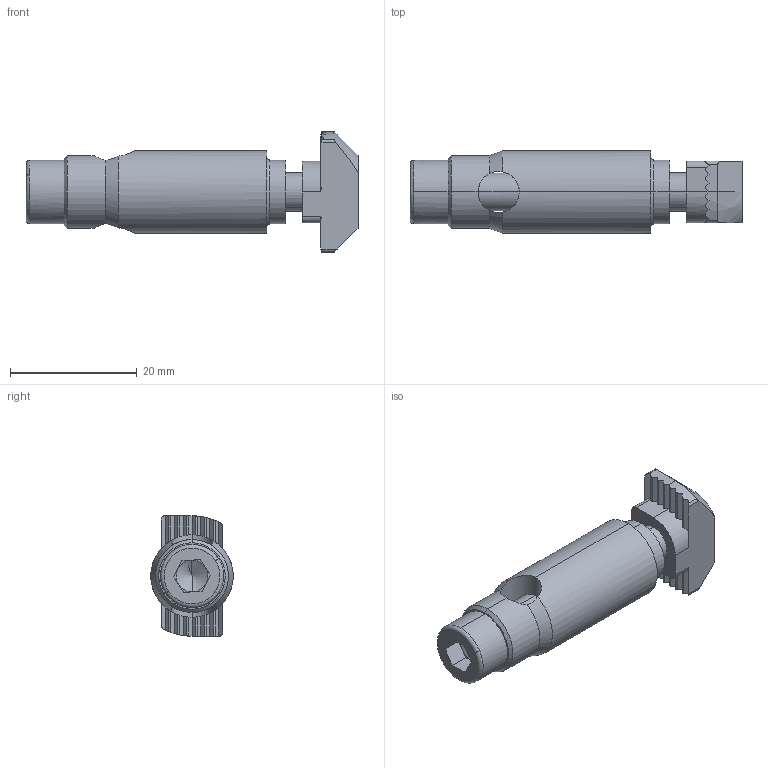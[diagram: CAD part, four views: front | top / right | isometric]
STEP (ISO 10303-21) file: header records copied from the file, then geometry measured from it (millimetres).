
FILE_DESCRIPTION((''),'2;1');
FILE_NAME('11174_SPOJNI_SET_SAMOREZ_U10','2022-09-16T14:35:29',('PredragRovcanin'),('Audax d.o.o.'),'CREO PARAMETRIC BY PTC INC, 2020281','CREO PARAMETRIC BY PTC INC, 2020281','');
FILE_SCHEMA(('AUTOMOTIVE_DESIGN { 1 0 10303 214 1 1 1 1 }'));
Length unit declared in the file: millimetre
Products named in the file (1): 11174_SPOJNI_SET_SAMOREZ_U10
Bounding box: 52.42 x 13 x 19 mm (x, y, z)
Volume: 5538.7 mm3; surface area: 3347.7 mm2
Topology: 1 solids, 1 shells, 137 faces, 359 edges, 227 vertices
Faces by surface type: plane 81, cylinder 40, cone 10, torus 6
Entity records: 7614 total; most frequent: CARTESIAN_POINT 1076, ORIENTED_EDGE 712, DIRECTION 641, PRESENTATION_STYLE_ASSIGNMENT 496, STYLED_ITEM 359, CURVE_STYLE 358, EDGE_CURVE 356, COLOUR_RGB 325
